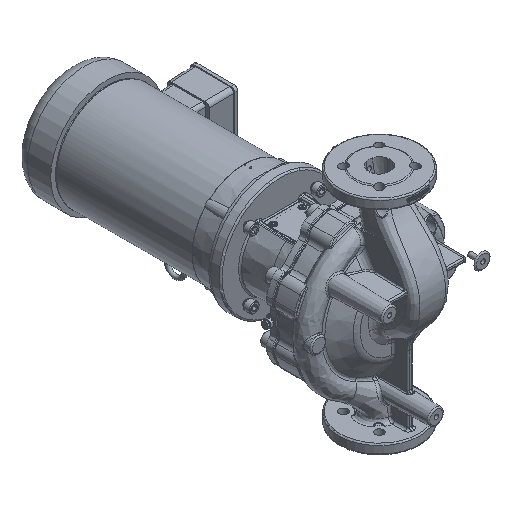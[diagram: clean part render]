
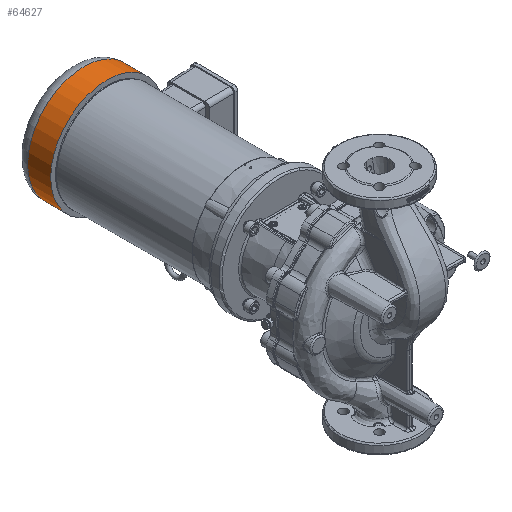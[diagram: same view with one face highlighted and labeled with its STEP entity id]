
A CAD part, isometric view. The second image highlights one B-rep face of the part: STEP entity #64627.
In plain terms, the highlighted cylindrical face has radius 109.164 mm (diameter 218.328 mm), a full revolution.
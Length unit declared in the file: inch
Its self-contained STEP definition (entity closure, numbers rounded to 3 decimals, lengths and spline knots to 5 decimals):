
#2683=CYLINDRICAL_SURFACE('',#70756,4.2978);
#6769=CIRCLE('',#70754,4.2978);
#6770=CIRCLE('',#70755,4.2978);
#6771=CIRCLE('',#70757,4.2978);
#6772=CIRCLE('',#70758,4.2978);
#10713=FACE_OUTER_BOUND('',#14392,.T.);
#14392=EDGE_LOOP('',(#57639,#57640,#57641,#57642,#57643,#57644));
#18388=LINE('',#201020,#22380);
#22380=VECTOR('',#86798,4.2978);
#30329=VERTEX_POINT('',#201013);
#30330=VERTEX_POINT('',#201015);
#30331=VERTEX_POINT('',#201019);
#30332=VERTEX_POINT('',#201021);
#39886=EDGE_CURVE('',#30330,#30329,#6769,.T.);
#39887=EDGE_CURVE('',#30329,#30330,#6770,.T.);
#39888=EDGE_CURVE('',#30329,#30331,#18388,.T.);
#39889=EDGE_CURVE('',#30331,#30332,#6771,.T.);
#39890=EDGE_CURVE('',#30332,#30331,#6772,.T.);
#57639=ORIENTED_EDGE('',*,*,#39886,.T.);
#57640=ORIENTED_EDGE('',*,*,#39888,.T.);
#57641=ORIENTED_EDGE('',*,*,#39889,.T.);
#57642=ORIENTED_EDGE('',*,*,#39890,.T.);
#57643=ORIENTED_EDGE('',*,*,#39888,.F.);
#57644=ORIENTED_EDGE('',*,*,#39887,.T.);
#64627=ADVANCED_FACE('',(#10713),#2683,.T.);
#70754=AXIS2_PLACEMENT_3D('',#201016,#86792,#86793);
#70755=AXIS2_PLACEMENT_3D('',#201017,#86794,#86795);
#70756=AXIS2_PLACEMENT_3D('',#201018,#86796,#86797);
#70757=AXIS2_PLACEMENT_3D('',#201022,#86799,#86800);
#70758=AXIS2_PLACEMENT_3D('',#201023,#86801,#86802);
#86792=DIRECTION('center_axis',(0.,-1.,0.));
#86793=DIRECTION('ref_axis',(1.,0.,0.));
#86794=DIRECTION('center_axis',(0.,-1.,0.));
#86795=DIRECTION('ref_axis',(1.,0.,0.));
#86796=DIRECTION('center_axis',(0.,1.,0.));
#86797=DIRECTION('ref_axis',(1.,0.,0.));
#86798=DIRECTION('',(0.,-1.,0.));
#86799=DIRECTION('center_axis',(0.,1.,0.));
#86800=DIRECTION('ref_axis',(1.,0.,0.));
#86801=DIRECTION('center_axis',(0.,1.,0.));
#86802=DIRECTION('ref_axis',(1.,0.,0.));
#201013=CARTESIAN_POINT('',(-4.2978,20.07804,0.));
#201015=CARTESIAN_POINT('',(4.2978,20.07804,0.));
#201016=CARTESIAN_POINT('Origin',(0.,20.07804,
0.));
#201017=CARTESIAN_POINT('Origin',(0.,20.07804,
0.));
#201018=CARTESIAN_POINT('Origin',(0.,18.32804,
0.));
#201019=CARTESIAN_POINT('',(-4.2978,18.32804,0.));
#201020=CARTESIAN_POINT('',(-4.2978,18.32804,0.));
#201021=CARTESIAN_POINT('',(4.2978,18.32804,0.));
#201022=CARTESIAN_POINT('Origin',(0.,18.32804,
0.));
#201023=CARTESIAN_POINT('Origin',(0.,18.32804,
0.));
